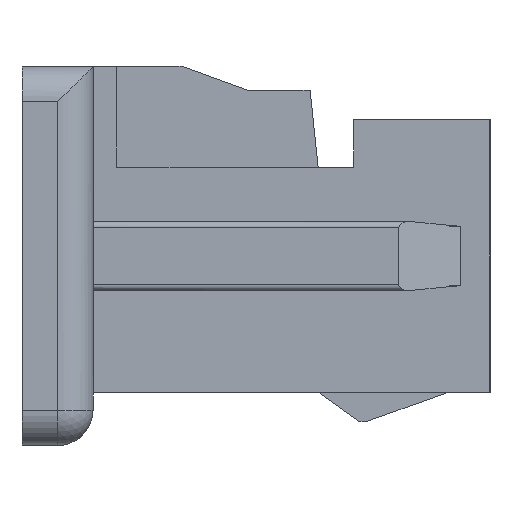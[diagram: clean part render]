
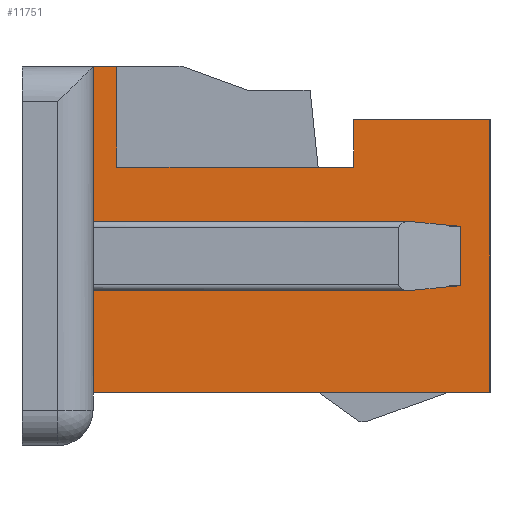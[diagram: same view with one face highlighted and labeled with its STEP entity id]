
A CAD part, left-side view. The second image highlights one B-rep face of the part: STEP entity #11751.
In plain terms, the highlighted planar face has unit normal (-1, 0, 0).
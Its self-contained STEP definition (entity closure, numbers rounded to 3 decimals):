
#2504=DIRECTION('',(0.,-1.,0.));
#2505=VECTOR('',#2504,0.2);
#2506=CARTESIAN_POINT('',(-6.475,1.375,1.6));
#2507=LINE('',#2506,#2505);
#2766=DIRECTION('',(0.,0.,1.));
#2767=VECTOR('',#2766,2.3);
#2768=CARTESIAN_POINT('',(-6.475,-1.975,-1.15));
#2769=LINE('',#2768,#2767);
#3166=DIRECTION('',(0.,0.,1.));
#3167=VECTOR('',#3166,0.9);
#3168=CARTESIAN_POINT('',(-6.475,1.375,-1.15));
#3169=LINE('',#3168,#3167);
#3170=DIRECTION('',(0.,0.,1.));
#3171=VECTOR('',#3170,0.5);
#3172=CARTESIAN_POINT('',(-6.475,-1.725,-0.25));
#3173=LINE('',#3172,#3171);
#3174=DIRECTION('',(0.,-1.,0.));
#3175=VECTOR('',#3174,3.1);
#3176=CARTESIAN_POINT('',(-6.475,1.375,0.25));
#3177=LINE('',#3176,#3175);
#3178=DIRECTION('',(0.,0.,1.));
#3179=VECTOR('',#3178,1.35);
#3180=CARTESIAN_POINT('',(-6.475,1.375,0.25));
#3181=LINE('',#3180,#3179);
#3182=DIRECTION('',(0.,0.,-1.));
#3183=VECTOR('',#3182,0.85);
#3184=CARTESIAN_POINT('',(-6.475,1.175,1.6));
#3185=LINE('',#3184,#3183);
#3186=DIRECTION('',(0.,1.,0.));
#3187=VECTOR('',#3186,2.);
#3188=CARTESIAN_POINT('',(-6.475,-0.825,0.75));
#3189=LINE('',#3188,#3187);
#3190=DIRECTION('',(0.,0.,-1.));
#3191=VECTOR('',#3190,0.4);
#3192=CARTESIAN_POINT('',(-6.475,-0.825,1.15));
#3193=LINE('',#3192,#3191);
#3194=DIRECTION('',(0.,1.,0.));
#3195=VECTOR('',#3194,1.15);
#3196=CARTESIAN_POINT('',(-6.475,-1.975,1.15));
#3197=LINE('',#3196,#3195);
#3198=DIRECTION('',(0.,-1.,0.));
#3199=VECTOR('',#3198,3.35);
#3200=CARTESIAN_POINT('',(-6.475,1.375,-1.15));
#3201=LINE('',#3200,#3199);
#3206=DIRECTION('',(0.,-1.,0.));
#3207=VECTOR('',#3206,3.1);
#3208=CARTESIAN_POINT('',(-6.475,1.375,-0.25));
#3209=LINE('',#3208,#3207);
#5227=CARTESIAN_POINT('',(-6.475,1.375,-1.15));
#5228=CARTESIAN_POINT('',(-6.475,-1.975,-1.15));
#5229=VERTEX_POINT('',#5227);
#5230=VERTEX_POINT('',#5228);
#5231=CARTESIAN_POINT('',(-6.475,-1.975,1.15));
#5232=CARTESIAN_POINT('',(-6.475,-0.825,1.15));
#5233=VERTEX_POINT('',#5231);
#5234=VERTEX_POINT('',#5232);
#5235=CARTESIAN_POINT('',(-6.475,-0.825,0.75));
#5236=VERTEX_POINT('',#5235);
#5237=CARTESIAN_POINT('',(-6.475,1.175,0.75));
#5238=VERTEX_POINT('',#5237);
#5239=CARTESIAN_POINT('',(-6.475,1.175,1.6));
#5240=VERTEX_POINT('',#5239);
#5255=CARTESIAN_POINT('',(-6.475,1.375,1.6));
#5256=VERTEX_POINT('',#5255);
#6807=CARTESIAN_POINT('',(-6.475,-1.725,-0.25));
#6808=CARTESIAN_POINT('',(-6.475,-1.725,0.25));
#6809=VERTEX_POINT('',#6807);
#6810=VERTEX_POINT('',#6808);
#6815=CARTESIAN_POINT('',(-6.475,1.375,0.25));
#6816=VERTEX_POINT('',#6815);
#6817=CARTESIAN_POINT('',(-6.475,1.375,-0.25));
#6818=VERTEX_POINT('',#6817);
#11725=CARTESIAN_POINT('',(-6.475,1.375,-1.6));
#11726=DIRECTION('',(-1.,0.,0.));
#11727=DIRECTION('',(0.,-1.,0.));
#11728=AXIS2_PLACEMENT_3D('',#11725,#11726,#11727);
#11729=PLANE('',#11728);
#11730=ORIENTED_EDGE('',*,*,#10872,.T.);
#11732=ORIENTED_EDGE('',*,*,#11731,.T.);
#11734=ORIENTED_EDGE('',*,*,#11733,.T.);
#11736=ORIENTED_EDGE('',*,*,#11735,.F.);
#11737=ORIENTED_EDGE('',*,*,#10860,.T.);
#11738=ORIENTED_EDGE('',*,*,#10829,.T.);
#11740=ORIENTED_EDGE('',*,*,#11739,.T.);
#11742=ORIENTED_EDGE('',*,*,#11741,.F.);
#11744=ORIENTED_EDGE('',*,*,#11743,.F.);
#11746=ORIENTED_EDGE('',*,*,#11745,.F.);
#11747=ORIENTED_EDGE('',*,*,#11214,.F.);
#11748=ORIENTED_EDGE('',*,*,#11010,.F.);
#11749=EDGE_LOOP('',(#11730,#11732,#11734,#11736,#11737,#11738,#11740,#11742,
#11744,#11746,#11747,#11748));
#11750=FACE_OUTER_BOUND('',#11749,.F.);
#11751=ADVANCED_FACE('',(#11750),#11729,.T.);
#10829=EDGE_CURVE('',#5256,#5240,#2507,.T.);
#10860=EDGE_CURVE('',#6816,#5256,#3181,.T.);
#10872=EDGE_CURVE('',#5229,#6818,#3169,.T.);
#11010=EDGE_CURVE('',#5229,#5230,#3201,.T.);
#11214=EDGE_CURVE('',#5230,#5233,#2769,.T.);
#11731=EDGE_CURVE('',#6818,#6809,#3209,.T.);
#11733=EDGE_CURVE('',#6809,#6810,#3173,.T.);
#11735=EDGE_CURVE('',#6816,#6810,#3177,.T.);
#11739=EDGE_CURVE('',#5240,#5238,#3185,.T.);
#11741=EDGE_CURVE('',#5236,#5238,#3189,.T.);
#11743=EDGE_CURVE('',#5234,#5236,#3193,.T.);
#11745=EDGE_CURVE('',#5233,#5234,#3197,.T.);
